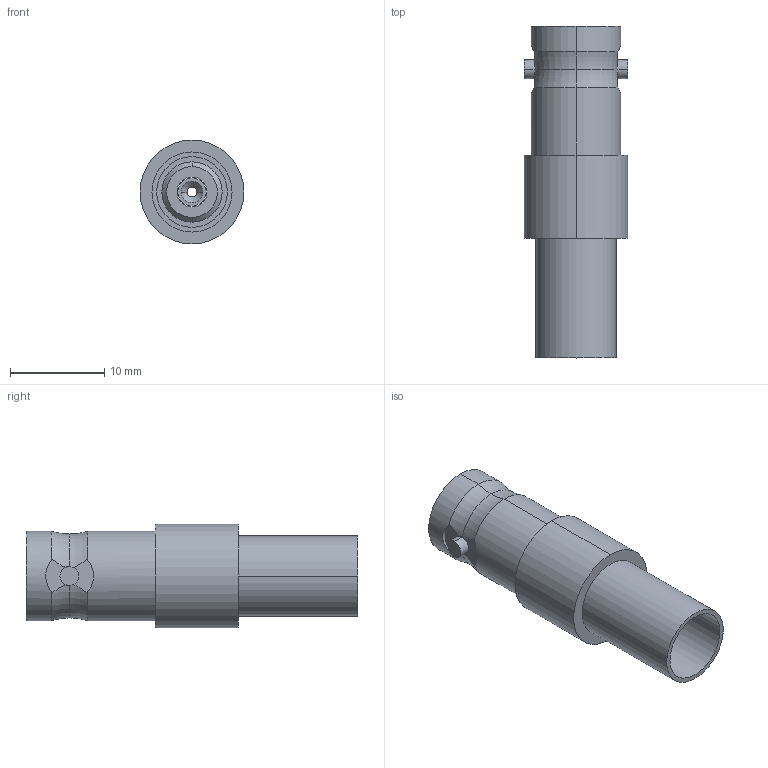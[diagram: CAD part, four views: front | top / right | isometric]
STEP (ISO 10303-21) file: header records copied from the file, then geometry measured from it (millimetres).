
FILE_DESCRIPTION (( 'STEP AP214' ), '1' );
FILE_NAME ('BAC516.STEP', '2006-08-25T19:54:03', ( 'L-COM' ), ( 'L-COM' ), 'SwSTEP 2.0', 'SolidWorks 2006052', '' );
FILE_SCHEMA (( 'AUTOMOTIVE_DESIGN' ));
Length unit declared in the file: inch
Products named in the file (4): BAC516-MA3; BAC516-MA1; BAC516-MA2; BAC516
Assembly tree (3 placements, depth 2):
  BAC516
    BAC516-MA1
    BAC516-MA3
    BAC516-MA2
Bounding box: 11 x 35.2 x 11 mm (x, y, z)
Volume: 1453.2 mm3; surface area: 2678.8 mm2
Topology: 3 solids, 3 shells, 91 faces, 223 edges, 145 vertices
Faces by surface type: cylinder 38, plane 35, cone 10, torus 8
Entity records: 3045 total; most frequent: CARTESIAN_POINT 737, DIRECTION 472, ORIENTED_EDGE 446, EDGE_CURVE 223, AXIS2_PLACEMENT_3D 208, VERTEX_POINT 145, CIRCLE 111, EDGE_LOOP 104
